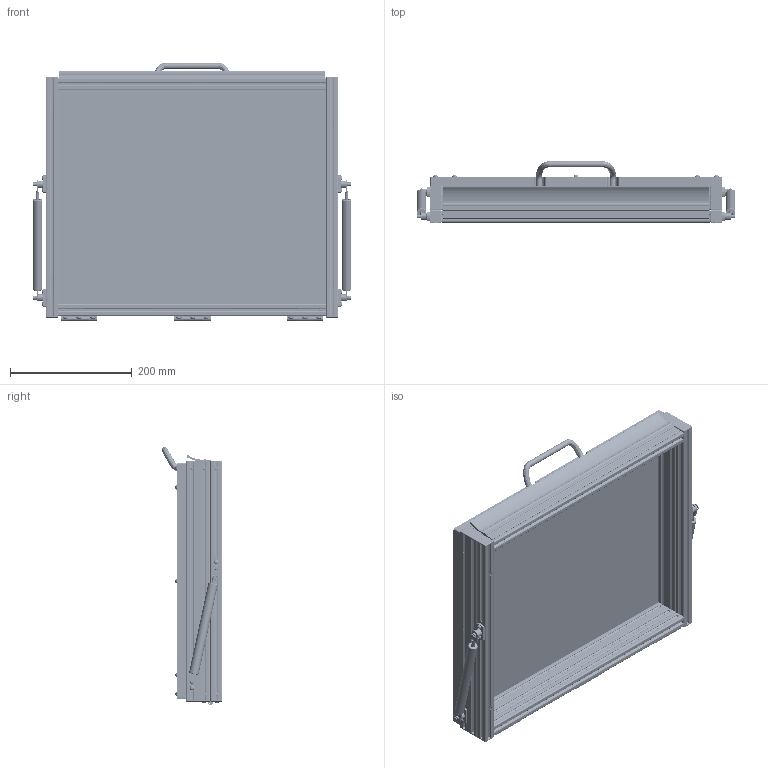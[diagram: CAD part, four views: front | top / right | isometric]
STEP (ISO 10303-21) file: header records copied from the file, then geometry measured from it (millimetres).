
FILE_DESCRIPTION (( 'STEP AP214' ), '1' );
FILE_NAME ('32224~0.STEP', '2019-03-05T11:24:06', ( '' ), ( '' ), 'SwSTEP 2.0', 'SolidWorks 2018', '' );
FILE_SCHEMA (( 'AUTOMOTIVE_DESIGN' ));
Length unit declared in the file: millimetre
Products named in the file (34): 31495~0; 31366~0; Scharnier~0_Teil1; DIN912~n_M05,0x040; Stift_zu_Scharnier_13372~0; 2501_2~0; 31364~1; 8577~0; 15333~0; 9289~0; 2501~0; 13372~1; 12849~0; 31365~1; 9523~0; 3381~0; 31368~0; 9289-2~0; DIN125~n_04,3 M04,0; 25285~1; ISO7380~n_M04,0x008; 31367~0; ISO7380~n_M04,0x010; 31369~1; 2501_1~0; 35151~0_S; 2833~0_d 5; ISO7380~n_M04,0x020; 9289-1~0; 32224~0; 3376~0; 13373~0; DIN6325~n_04,0m6x030; Scharnier~0_Teil2
Assembly tree (116 placements, depth 5):
  32224~0
    31364~1
      31366~0  x2
      31365~1
      31367~0  x2
      31369~1
      31495~0  x2
      12849~0  x3
        13372~1
          Scharnier~0_Teil1
          Scharnier~0_Teil2
          Stift_zu_Scharnier_13372~0
        DIN125~n_04,3 M04,0
        ISO7380~n_M04,0x008
        13373~0
      31368~0
      8577~0
      9523~0  x4
      3376~0  x4
      9289~0  x12
        9289-1~0
        9289-2~0
      25285~1  x4
      3381~0  x8
      2833~0_d 5  x4
      2501~0  x2
        2501_1~0
        2501_2~0
      35151~0_S
      ISO7380~n_M04,0x010  x8
      DIN912~n_M05,0x040  x2
    15333~0
    ISO7380~n_M04,0x020  x12
    3381~0  x12
    DIN6325~n_04,0m6x030  x2
Bounding box: 522.5 x 100 x 423.1 mm (x, y, z)
Volume: 3860593.9 mm3; surface area: 1367672.2 mm2
Topology: 163 solids, 163 shells, 6585 faces, 17039 edges, 10770 vertices
Faces by surface type: plane 3532, cylinder 2409, cone 236, bspline 204, torus 156, sphere 48
Entity records: 63243 total; most frequent: CARTESIAN_POINT 17594, ORIENTED_EDGE 9118, DIRECTION 8847, EDGE_CURVE 4559, AXIS2_PLACEMENT_3D 3159, VERTEX_POINT 2967, VECTOR 2529, LINE 2529
